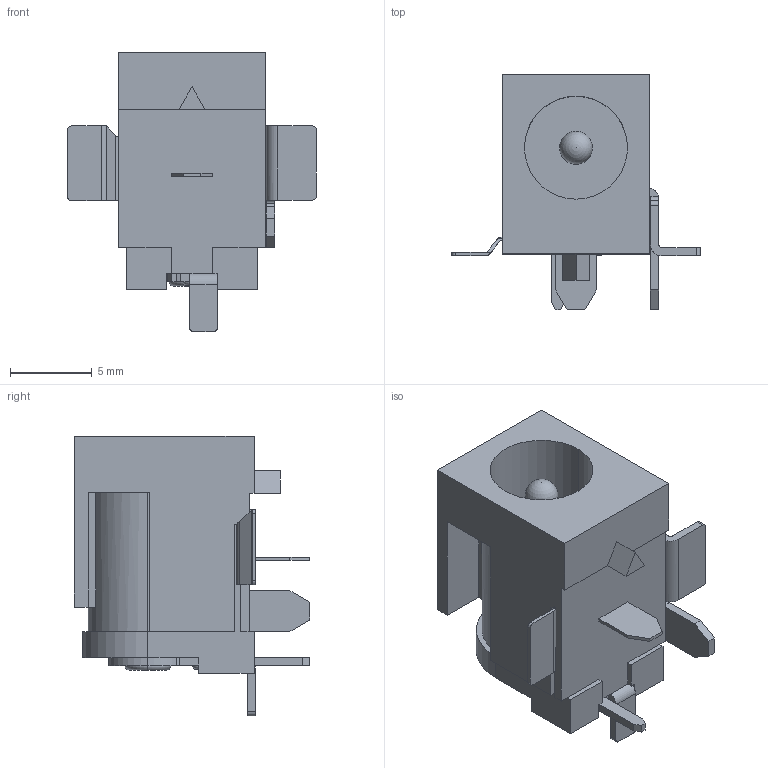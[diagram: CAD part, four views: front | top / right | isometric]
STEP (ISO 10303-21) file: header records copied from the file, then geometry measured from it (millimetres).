
FILE_DESCRIPTION (( 'STEP AP203' ), '1' );
FILE_NAME ('CUI_DEVICES_PJ-037AH-SMT-TR.step', '2019-10-20T23:22:57', ( '' ), ( '' ), 'SwSTEP 2.0', 'SolidWorks 2019', '' );
FILE_SCHEMA (( 'CONFIG_CONTROL_DESIGN' ));
Length unit declared in the file: inch
Products named in the file (1): CUI_DEVICES_PJ-037AH-SMT-TR
Bounding box: 15.2 x 14.4 x 17.1 mm (x, y, z)
Volume: 981.8 mm3; surface area: 1330.4 mm2
Topology: 4 solids, 4 shells, 140 faces, 376 edges, 248 vertices
Faces by surface type: plane 101, cylinder 34, torus 4, sphere 1
Entity records: 4431 total; most frequent: CARTESIAN_POINT 798, ORIENTED_EDGE 748, DIRECTION 727, EDGE_CURVE 374, VECTOR 287, LINE 287, VERTEX_POINT 247, AXIS2_PLACEMENT_3D 220
